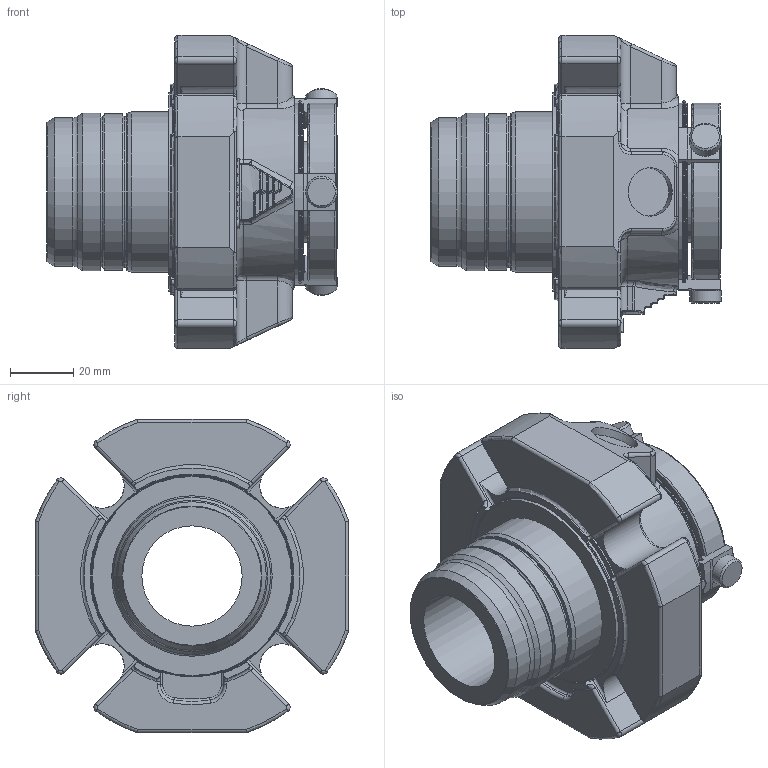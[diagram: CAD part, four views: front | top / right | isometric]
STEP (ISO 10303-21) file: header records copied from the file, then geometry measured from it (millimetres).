
FILE_DESCRIPTION(/* description */ ('Unknown'),/* implementation_level */ '2;1');
FILE_NAME(/* name */ '1.250',/* time_stamp */ '2023-01-31T15:13:23+00:00',/* author */ ('Unknown'),/* organization */ ('Unknown'),/* preprocessor_version */ 'ST-DEVELOPER v16.7',/* originating_system */ 'Solid Edge',/* authorisation */ 'Unknown');
FILE_SCHEMA (('AUTOMOTIVE_DESIGN {1 0 10303 214 3 1 1}'));
Length unit declared in the file: millimetre
Products named in the file (1): 1.25
Bounding box: 92 x 99.06 x 99.06 mm (x, y, z)
Volume: 254687.2 mm3; surface area: 52185.1 mm2
Topology: 1 solids, 1 shells, 642 faces, 1585 edges, 967 vertices
Faces by surface type: cylinder 254, plane 169, torus 109, bspline 59, cone 33, sphere 18
Full cylindrical faces by diameter (mm): 3.118 x1, 10 x3, 15.342 x3, 31.75 x1, 31.852 x1, 35.763 x1, 47.066 x1, 47.727 x2, 49.606 x1, 49.809 x1, 50.749 x1, 56.159 x3, 57.683 x1, 60.147 x1, 63 x1, 63.094 x1, 63.5 x1, 63.754 x1
Entity records: 19458 total; most frequent: CARTESIAN_POINT 4754, DIRECTION 3141, ORIENTED_EDGE 3018, EDGE_CURVE 1509, AXIS2_PLACEMENT_3D 1276, VERTEX_POINT 947, EDGE_LOOP 728, FACE_BOUND 728
